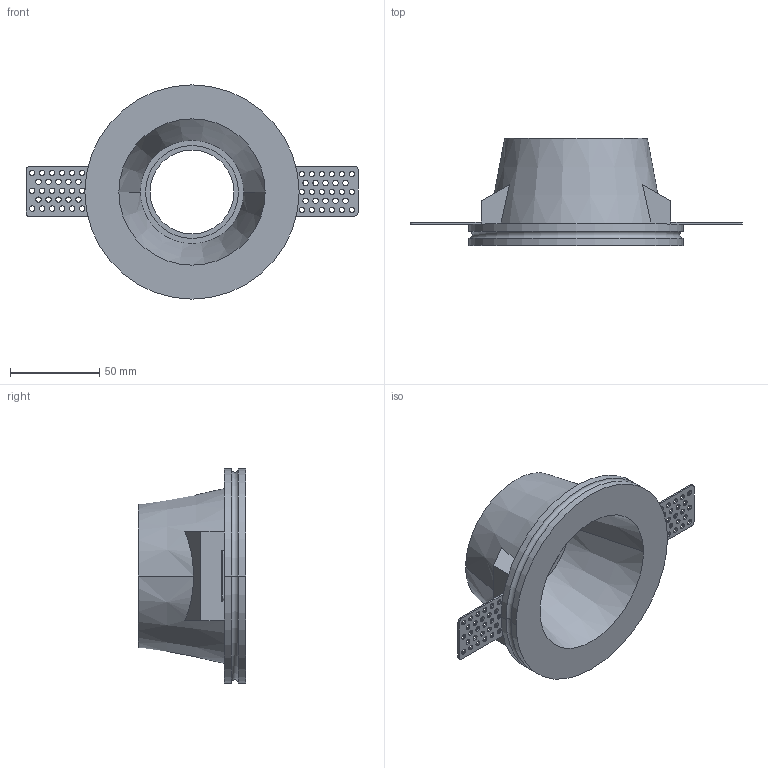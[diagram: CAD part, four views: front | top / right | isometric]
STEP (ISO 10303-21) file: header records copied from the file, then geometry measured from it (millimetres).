
FILE_DESCRIPTION((''),'2;1');
FILE_NAME('7903-60_ASM','2020-07-23T15:18:40',('Administrator'),(''),'CREO PARAMETRIC BY PTC INC, 2020033','CREO PARAMETRIC BY PTC INC, 2020033','');
FILE_SCHEMA(('CONFIG_CONTROL_DESIGN'));
Products named in the file (4): 7903-60; 28-49; PRT0002; 7903-60_ASM
Assembly tree (3 placements, depth 2):
  7903-60_ASM
    7903-60
    28-49
    PRT0002
Bounding box: 186 x 60 x 120 mm (x, y, z)
Volume: 238767.3 mm3; surface area: 54160.6 mm2
Topology: 3 solids, 3 shells, 237 faces, 658 edges, 432 vertices
Faces by surface type: cylinder 182, plane 47, torus 4, cone 4
Entity records: 8230 total; most frequent: DIRECTION 1518, CARTESIAN_POINT 1366, ORIENTED_EDGE 1316, EDGE_CURVE 658, AXIS2_PLACEMENT_3D 624, VERTEX_POINT 432, EDGE_LOOP 408, CIRCLE 380
